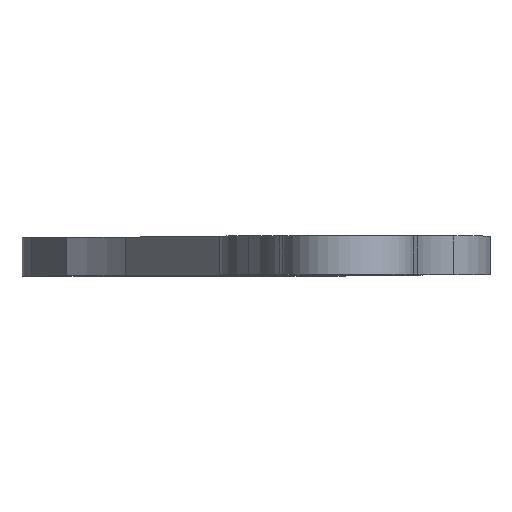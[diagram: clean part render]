
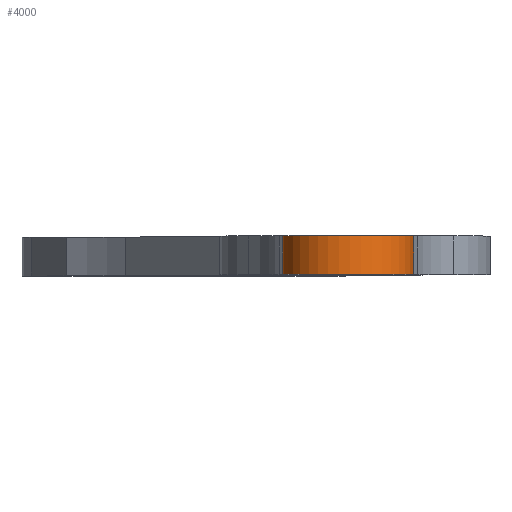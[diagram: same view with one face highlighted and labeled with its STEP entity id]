
A CAD part, top view. The second image highlights one B-rep face of the part: STEP entity #4000.
In plain terms, the highlighted cylindrical face has radius 17 mm (diameter 34 mm), a partial arc.
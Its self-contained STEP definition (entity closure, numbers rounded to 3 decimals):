
#321=FACE_OUTER_BOUND('',#578,.T.);
#578=EDGE_LOOP('',(#3603,#3604,#3605,#3606));
#935=LINE('',#6886,#1274);
#936=LINE('',#6888,#1275);
#1274=VECTOR('',#5676,10.);
#1275=VECTOR('',#5679,10.);
#1361=CIRCLE('',#4197,17.);
#1444=CIRCLE('',#4297,17.);
#1732=VERTEX_POINT('',#6268);
#1733=VERTEX_POINT('',#6270);
#1841=VERTEX_POINT('',#6539);
#1843=VERTEX_POINT('',#6542);
#2184=EDGE_CURVE('',#1733,#1732,#1361,.T.);
#2329=EDGE_CURVE('',#1843,#1841,#1444,.T.);
#2511=EDGE_CURVE('',#1732,#1843,#935,.T.);
#2512=EDGE_CURVE('',#1733,#1841,#936,.T.);
#3603=ORIENTED_EDGE('',*,*,#2184,.T.);
#3604=ORIENTED_EDGE('',*,*,#2511,.T.);
#3605=ORIENTED_EDGE('',*,*,#2329,.T.);
#3606=ORIENTED_EDGE('',*,*,#2512,.F.);
#3803=CYLINDRICAL_SURFACE('',#4465,17.);
#4000=ADVANCED_FACE('',(#321),#3803,.T.);
#4197=AXIS2_PLACEMENT_3D('',#6271,#4986,#4987);
#4297=AXIS2_PLACEMENT_3D('',#6543,#5248,#5249);
#4465=AXIS2_PLACEMENT_3D('',#6889,#5680,#5681);
#4986=DIRECTION('center_axis',(0.,-1.,0.));
#4987=DIRECTION('ref_axis',(-0.371,0.,-0.929));
#5248=DIRECTION('center_axis',(0.,1.,0.));
#5249=DIRECTION('ref_axis',(0.687,0.,0.727));
#5676=DIRECTION('',(0.,-1.,0.));
#5679=DIRECTION('',(0.,-1.,0.));
#5680=DIRECTION('center_axis',(0.,-1.,0.));
#5681=DIRECTION('ref_axis',(0.031,0.,1.));
#6268=CARTESIAN_POINT('',(121.413,-190.,56.55));
#6270=CARTESIAN_POINT('',(154.02,-190.,55.552));
#6271=CARTESIAN_POINT('Origin',(137.863,-190.,60.839));
#6539=CARTESIAN_POINT('',(154.02,-200.,55.552));
#6542=CARTESIAN_POINT('',(121.413,-200.,56.55));
#6543=CARTESIAN_POINT('Origin',(137.863,-200.,60.839));
#6886=CARTESIAN_POINT('',(121.413,-190.,56.55));
#6888=CARTESIAN_POINT('',(154.02,-200.,55.552));
#6889=CARTESIAN_POINT('Origin',(137.863,-200.,60.839));
